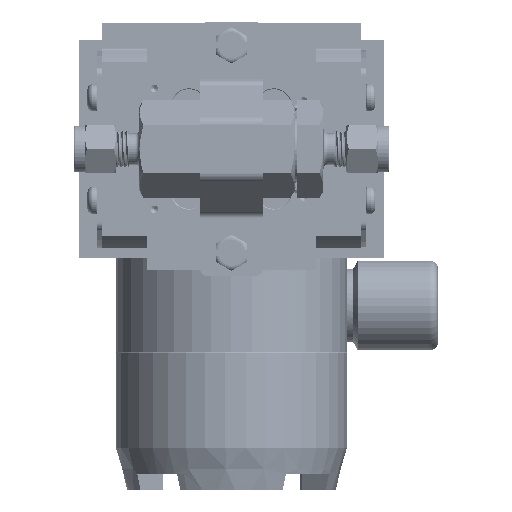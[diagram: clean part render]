
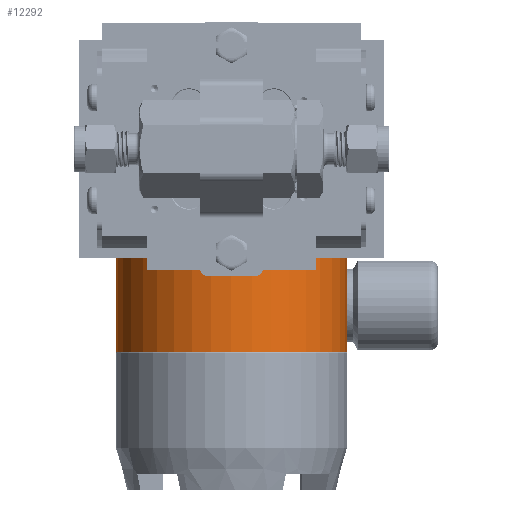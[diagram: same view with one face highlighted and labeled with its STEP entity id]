
A CAD part, front view. The second image highlights one B-rep face of the part: STEP entity #12292.
In plain terms, the highlighted cylindrical face has radius 34.734 mm (diameter 69.469 mm), a partial arc.
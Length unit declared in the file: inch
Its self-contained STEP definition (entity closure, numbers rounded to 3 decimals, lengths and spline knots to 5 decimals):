
#1142 = EDGE_CURVE ( 'NONE', #82105, #105538, #137804, .T. ) ;
#1291 = AXIS2_PLACEMENT_3D ( 'NONE', #67169, #151468, #79331 ) ;
#6887 = CARTESIAN_POINT ( 'NONE',  ( 1.368, 4.391, -1.29 ) ) ;
#10326 = CARTESIAN_POINT ( 'NONE',  ( -1.367, 4.391, -1.29 ) ) ;
#12292 = ADVANCED_FACE ( 'NONE', ( #54054 ), #121904, .T. ) ;
#23453 = CARTESIAN_POINT ( 'NONE',  ( 0.0005, 4.391, -1.29 ) ) ;
#26017 = ORIENTED_EDGE ( 'NONE', *, *, #1142, .T. ) ;
#30470 = DIRECTION ( 'NONE',  ( 0., 0., 1. ) ) ;
#35526 = DIRECTION ( 'NONE',  ( 1., 0., 0. ) ) ;
#38374 = ORIENTED_EDGE ( 'NONE', *, *, #84209, .T. ) ;
#40762 = VECTOR ( 'NONE', #102414, 39.37008 ) ;
#41538 = AXIS2_PLACEMENT_3D ( 'NONE', #23453, #107709, #35526 ) ;
#42510 = CARTESIAN_POINT ( 'NONE',  ( 0.0005, 4.391, -3.23 ) ) ;
#48340 = LINE ( 'NONE', #78757, #40762 ) ;
#49533 = EDGE_CURVE ( 'NONE', #62045, #82105, #48340, .T. ) ;
#54054 = FACE_OUTER_BOUND ( 'NONE', #59886, .T. ) ;
#59532 = VERTEX_POINT ( 'NONE', #153883 ) ;
#59886 = EDGE_LOOP ( 'NONE', ( #38374, #149558, #26017, #87197 ) ) ;
#62045 = VERTEX_POINT ( 'NONE', #134594 ) ;
#63243 = LINE ( 'NONE', #69302, #95301 ) ;
#66264 = DIRECTION ( 'NONE',  ( -1., 0., 0. ) ) ;
#67169 = CARTESIAN_POINT ( 'NONE',  ( 0.0005, 4.391, -2.4 ) ) ;
#69302 = CARTESIAN_POINT ( 'NONE',  ( -1.367, 4.391, -3.23 ) ) ;
#78757 = CARTESIAN_POINT ( 'NONE',  ( 1.368, 4.391, -3.23 ) ) ;
#79331 = DIRECTION ( 'NONE',  ( -1., 0., 0. ) ) ;
#82105 = VERTEX_POINT ( 'NONE', #6887 ) ;
#84209 = EDGE_CURVE ( 'NONE', #59532, #62045, #122242, .T. ) ;
#87197 = ORIENTED_EDGE ( 'NONE', *, *, #125125, .F. ) ;
#92511 = DIRECTION ( 'NONE',  ( 0., 0., 1. ) ) ;
#95301 = VECTOR ( 'NONE', #92511, 39.37008 ) ;
#102414 = DIRECTION ( 'NONE',  ( 0., 0., 1. ) ) ;
#105538 = VERTEX_POINT ( 'NONE', #10326 ) ;
#107709 = DIRECTION ( 'NONE',  ( 0., 0., -1. ) ) ;
#121904 = CYLINDRICAL_SURFACE ( 'NONE', #139785, 1.3675 ) ;
#122242 = CIRCLE ( 'NONE', #1291, 1.3675 ) ;
#125125 = EDGE_CURVE ( 'NONE', #59532, #105538, #63243, .T. ) ;
#134594 = CARTESIAN_POINT ( 'NONE',  ( 1.368, 4.391, -2.4 ) ) ;
#137804 = CIRCLE ( 'NONE', #41538, 1.3675 ) ;
#139785 = AXIS2_PLACEMENT_3D ( 'NONE', #42510, #30470, #66264 ) ;
#149558 = ORIENTED_EDGE ( 'NONE', *, *, #49533, .T. ) ;
#151468 = DIRECTION ( 'NONE',  ( 0., 0., 1. ) ) ;
#153883 = CARTESIAN_POINT ( 'NONE',  ( -1.367, 4.391, -2.4 ) ) ;
